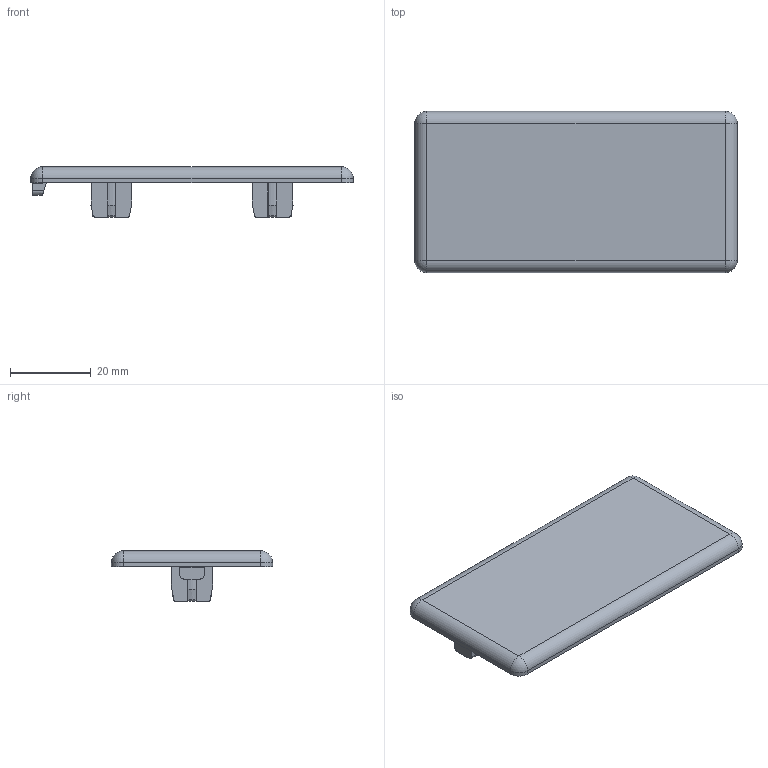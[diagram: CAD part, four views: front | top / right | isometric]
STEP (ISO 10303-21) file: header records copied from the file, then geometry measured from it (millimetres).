
FILE_DESCRIPTION(/* description */ ('Záslepka 40x80, řada 40-10'),/* implementation_level */ '2;1');
FILE_NAME(/* name */ '224080.10.stp',/* time_stamp */ '2024-01-16T17:37:31+01:00',/* author */ ('aluteckkpl_kk'),/* organization */ (''),/* preprocessor_version */ 'ST-DEVELOPER v18.1',/* originating_system */ 'Autodesk Inventor 2021',/* authorisation */ '');
FILE_SCHEMA (('AUTOMOTIVE_DESIGN { 1 0 10303 214 3 1 1 }'));
Length unit declared in the file: millimetre
Products named in the file (1): 224080.10
Bounding box: 80 x 40 x 12.5 mm (x, y, z)
Volume: 10545.9 mm3; surface area: 8015.9 mm2
Topology: 1 solids, 1 shells, 78 faces, 205 edges, 132 vertices
Faces by surface type: plane 36, cylinder 22, torus 8, cone 8, sphere 4
Entity records: 2532 total; most frequent: CARTESIAN_POINT 592, ORIENTED_EDGE 410, DIRECTION 389, EDGE_CURVE 205, AXIS2_PLACEMENT_3D 137, VERTEX_POINT 132, LINE 115, VECTOR 115
